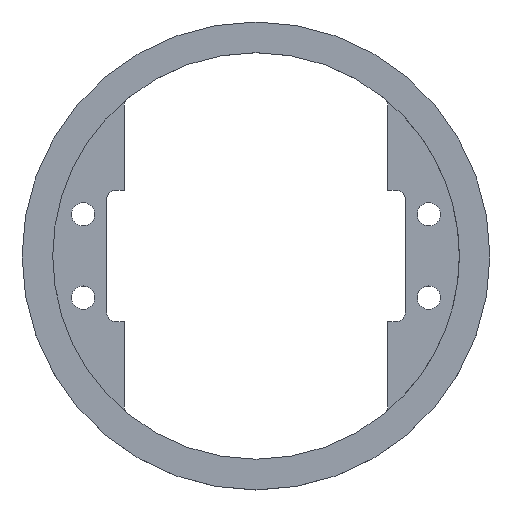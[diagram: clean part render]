
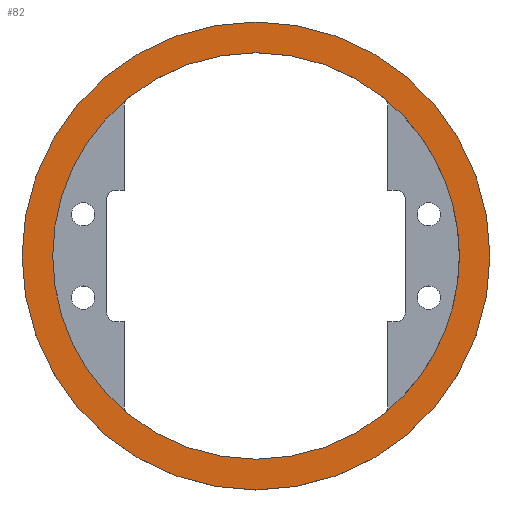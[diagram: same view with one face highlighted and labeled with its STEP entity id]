
A CAD part, top view. The second image highlights one B-rep face of the part: STEP entity #82.
In plain terms, the highlighted planar face has unit normal (0, 0, 1).
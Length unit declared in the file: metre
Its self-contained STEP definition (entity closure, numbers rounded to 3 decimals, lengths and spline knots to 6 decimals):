
#82=ADVANCED_FACE('',(#196,#197),#198,.T.);
#196=FACE_OUTER_BOUND('',#339,.T.);
#197=FACE_BOUND('',#340,.T.);
#198=PLANE('',#341);
#339=EDGE_LOOP('',(#535,#536));
#340=EDGE_LOOP('',(#537,#538,#539,#540,#541));
#341=AXIS2_PLACEMENT_3D('',#542,#543,#544);
#535=ORIENTED_EDGE('',*,*,#898,.T.);
#536=ORIENTED_EDGE('',*,*,#899,.T.);
#537=ORIENTED_EDGE('',*,*,#855,.F.);
#538=ORIENTED_EDGE('',*,*,#900,.F.);
#539=ORIENTED_EDGE('',*,*,#901,.F.);
#540=ORIENTED_EDGE('',*,*,#902,.F.);
#541=ORIENTED_EDGE('',*,*,#903,.F.);
#542=CARTESIAN_POINT('',(0.0,0.0,0.005));
#543=DIRECTION('',(0.0,0.0,1.0));
#544=DIRECTION('',(1.0,0.0,0.0));
#855=EDGE_CURVE('',#1022,#1018,#1024,.T.);
#898=EDGE_CURVE('',#1098,#1099,#1100,.T.);
#899=EDGE_CURVE('',#1099,#1098,#1101,.T.);
#900=EDGE_CURVE('',#1102,#1022,#1103,.T.);
#901=EDGE_CURVE('',#1104,#1102,#1105,.T.);
#902=EDGE_CURVE('',#1106,#1104,#1107,.T.);
#903=EDGE_CURVE('',#1018,#1106,#1108,.T.);
#1018=VERTEX_POINT('',#1246);
#1022=VERTEX_POINT('',#1251);
#1024=CIRCLE('',#1256,0.0695);
#1098=VERTEX_POINT('',#1347);
#1099=VERTEX_POINT('',#1348);
#1100=CIRCLE('',#1349,0.08);
#1101=CIRCLE('',#1350,0.08);
#1102=VERTEX_POINT('',#1351);
#1103=CIRCLE('',#1352,0.0695);
#1104=VERTEX_POINT('',#1353);
#1105=CIRCLE('',#1354,0.0695);
#1106=VERTEX_POINT('',#1355);
#1107=CIRCLE('',#1356,0.0695);
#1108=CIRCLE('',#1357,0.0695);
#1246=CARTESIAN_POINT('',(-0.0695,0.0,0.005));
#1251=CARTESIAN_POINT('',(-0.043895,0.053884,0.005));
#1256=AXIS2_PLACEMENT_3D('',#1553,#1554,#1555);
#1347=CARTESIAN_POINT('',(-0.08,0.0,0.005));
#1348=CARTESIAN_POINT('',(0.08,0.,0.005));
#1349=AXIS2_PLACEMENT_3D('',#1630,#1631,#1632);
#1350=AXIS2_PLACEMENT_3D('',#1633,#1634,#1635);
#1351=CARTESIAN_POINT('',(0.043895,0.053884,0.005));
#1352=AXIS2_PLACEMENT_3D('',#1636,#1637,#1638);
#1353=CARTESIAN_POINT('',(0.043895,-0.053884,0.005));
#1354=AXIS2_PLACEMENT_3D('',#1639,#1640,#1641);
#1355=CARTESIAN_POINT('',(-0.043895,-0.053884,0.005));
#1356=AXIS2_PLACEMENT_3D('',#1642,#1643,#1644);
#1357=AXIS2_PLACEMENT_3D('',#1645,#1646,#1647);
#1553=CARTESIAN_POINT('',(0.0,0.0,0.005));
#1554=DIRECTION('',(0.0,0.0,1.0));
#1555=DIRECTION('',(1.0,0.0,0.0));
#1630=CARTESIAN_POINT('',(0.0,0.0,0.005));
#1631=DIRECTION('',(0.0,0.0,1.0));
#1632=DIRECTION('',(1.0,0.0,0.0));
#1633=CARTESIAN_POINT('',(0.0,0.0,0.005));
#1634=DIRECTION('',(0.0,0.0,1.0));
#1635=DIRECTION('',(1.0,0.0,0.0));
#1636=CARTESIAN_POINT('',(0.0,0.0,0.005));
#1637=DIRECTION('',(0.0,0.0,1.0));
#1638=DIRECTION('',(1.0,0.0,0.0));
#1639=CARTESIAN_POINT('',(0.0,0.0,0.005));
#1640=DIRECTION('',(0.0,0.0,1.0));
#1641=DIRECTION('',(1.0,0.0,0.0));
#1642=CARTESIAN_POINT('',(0.0,0.0,0.005));
#1643=DIRECTION('',(0.0,0.0,1.0));
#1644=DIRECTION('',(1.0,0.0,0.0));
#1645=CARTESIAN_POINT('',(0.0,0.0,0.005));
#1646=DIRECTION('',(0.0,0.0,1.0));
#1647=DIRECTION('',(1.0,0.0,0.0));
